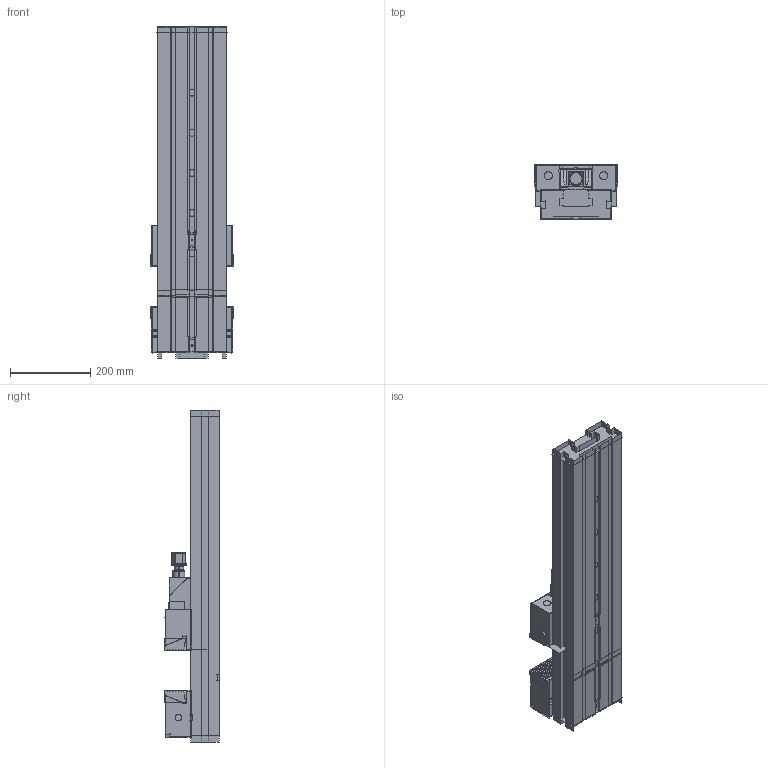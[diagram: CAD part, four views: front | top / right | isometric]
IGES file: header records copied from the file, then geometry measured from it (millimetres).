
Start section:  PTC IGES file: ilcvg30550000.igs
Global section: file name: ilcvg30550000.igs; native system: Creo Parametric by Parametric Technology Corporation; preprocessor: 2017170; author: rkuestersteffen; organization: Unknown; date: 20210420.131600; units: millimetre
Bounding box: 208 x 137.46 x 826.8 mm (x, y, z)
Surface area: 6979573.7 mm2 (no closed solid volume)
Topology: 0 solids, 0 shells, 1860 faces, 24048 edges, 29942 vertices
Faces by surface type: bspline 986, revolution 874
